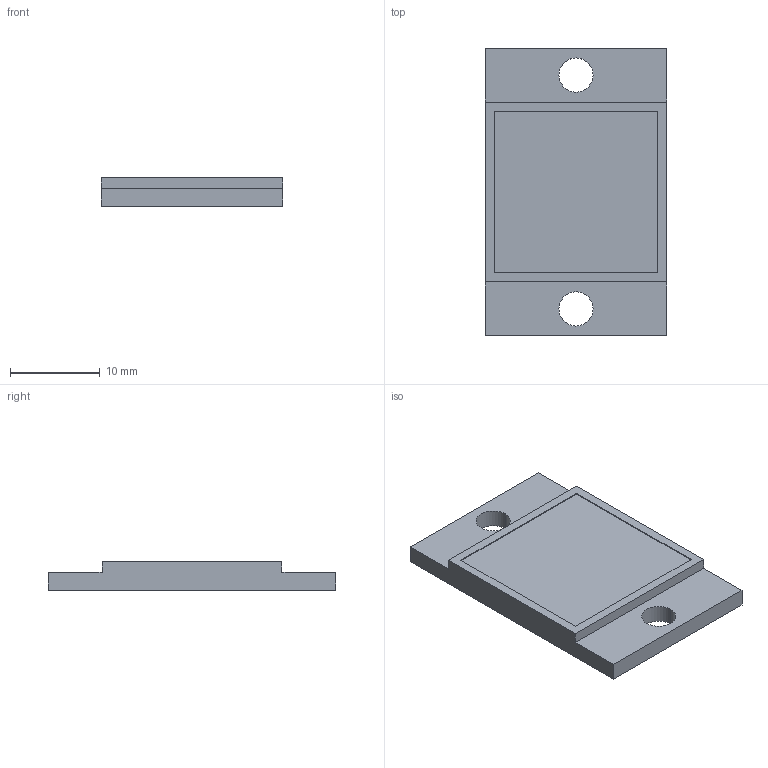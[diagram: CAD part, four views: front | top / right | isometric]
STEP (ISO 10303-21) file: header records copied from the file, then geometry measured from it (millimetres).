
FILE_DESCRIPTION (( 'STEP AP203' ), '1' );
FILE_NAME ('OUTSIDE-IAC-R11.STEP', '2014-08-21T10:19:21', ( 'IDEC' ), ( '' ), 'SwSTEP 2.0', 'SolidWorks 2012', '' );
FILE_SCHEMA (( 'CONFIG_CONTROL_DESIGN' ));
Length unit declared in the file: millimetre
Products named in the file (1): OUTSIDE-IAC-R11
Bounding box: 20.2 x 32 x 3.2 mm (x, y, z)
Volume: 1699.5 mm3; surface area: 1607.7 mm2
Topology: 1 solids, 1 shells, 19 faces, 48 edges, 32 vertices
Faces by surface type: plane 15, cylinder 4
Entity records: 655 total; most frequent: CARTESIAN_POINT 100, ORIENTED_EDGE 96, DIRECTION 96, EDGE_CURVE 48, VECTOR 40, LINE 40, VERTEX_POINT 32, AXIS2_PLACEMENT_3D 28
